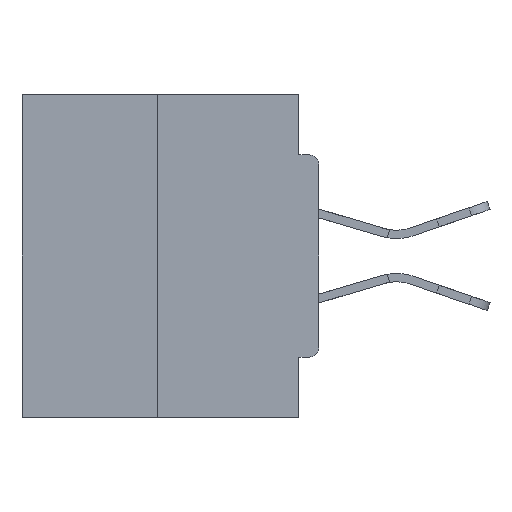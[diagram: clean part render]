
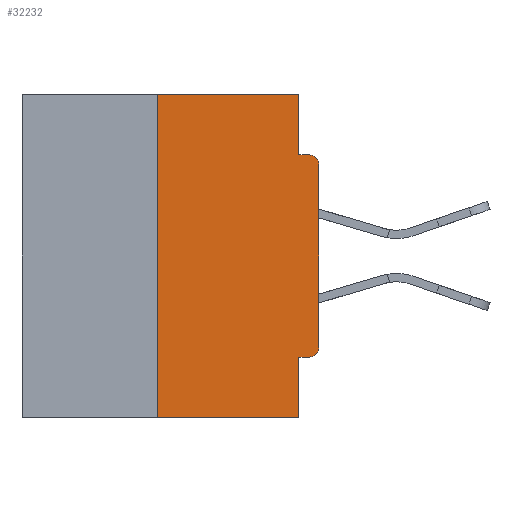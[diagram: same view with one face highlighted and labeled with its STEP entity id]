
A CAD part, left-side view. The second image highlights one B-rep face of the part: STEP entity #32232.
In plain terms, the highlighted planar face has unit normal (-1, 0, 0).
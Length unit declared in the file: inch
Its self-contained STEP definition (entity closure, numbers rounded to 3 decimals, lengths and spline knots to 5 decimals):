
#567 = EDGE_CURVE ( 'NONE', #7773, #12304, #8153, .T. ) ;
#586 = LINE ( 'NONE', #28545, #12422 ) ;
#830 = ORIENTED_EDGE ( 'NONE', *, *, #1132, .T. ) ;
#839 = LINE ( 'NONE', #3600, #16513 ) ;
#848 = VECTOR ( 'NONE', #17545, 39.37008 ) ;
#890 = EDGE_CURVE ( 'NONE', #14221, #30552, #31110, .T. ) ;
#1132 = EDGE_CURVE ( 'NONE', #18991, #27213, #13771, .T. ) ;
#1516 = CARTESIAN_POINT ( 'NONE',  ( 0., 0.015, -0.1085 ) ) ;
#2411 = CARTESIAN_POINT ( 'NONE',  ( 0., 0.031, -0.0935 ) ) ;
#2978 = VERTEX_POINT ( 'NONE', #16738 ) ;
#3600 = CARTESIAN_POINT ( 'NONE',  ( 0., 0., -0.0935 ) ) ;
#4361 = LINE ( 'NONE', #6258, #848 ) ;
#4985 = CIRCLE ( 'NONE', #22173, 0.015 ) ;
#5098 = ORIENTED_EDGE ( 'NONE', *, *, #27007, .T. ) ;
#5268 = DIRECTION ( 'NONE',  ( 0., 0., 1. ) ) ;
#5326 = EDGE_CURVE ( 'NONE', #26438, #27213, #4361, .T. ) ;
#6258 = CARTESIAN_POINT ( 'NONE',  ( 0., 0.031, -0.5 ) ) ;
#6416 = ORIENTED_EDGE ( 'NONE', *, *, #567, .F. ) ;
#7269 = DIRECTION ( 'NONE',  ( -1., 0., 0. ) ) ;
#7681 = CARTESIAN_POINT ( 'NONE',  ( 0., 0.25, 0. ) ) ;
#7773 = VERTEX_POINT ( 'NONE', #14748 ) ;
#8153 = LINE ( 'NONE', #25364, #21180 ) ;
#8182 = DIRECTION ( 'NONE',  ( 0., 1., 0. ) ) ;
#8216 = CARTESIAN_POINT ( 'NONE',  ( 0., 0.031, -0.5 ) ) ;
#8733 = CARTESIAN_POINT ( 'NONE',  ( 0., 0.015, -0.0935 ) ) ;
#8988 = PLANE ( 'NONE',  #32565 ) ;
#9019 = DIRECTION ( 'NONE',  ( -1., 0., 0. ) ) ;
#9040 = VECTOR ( 'NONE', #22528, 39.37008 ) ;
#9381 = CARTESIAN_POINT ( 'NONE',  ( 0., 0.015, -0.3915 ) ) ;
#10035 = VERTEX_POINT ( 'NONE', #2411 ) ;
#10822 = CIRCLE ( 'NONE', #24473, 0.015 ) ;
#12304 = VERTEX_POINT ( 'NONE', #15092 ) ;
#12422 = VECTOR ( 'NONE', #34243, 39.37008 ) ;
#13771 = LINE ( 'NONE', #21494, #31533 ) ;
#14221 = VERTEX_POINT ( 'NONE', #30656 ) ;
#14748 = CARTESIAN_POINT ( 'NONE',  ( 0., 0.25, 0. ) ) ;
#14760 = ORIENTED_EDGE ( 'NONE', *, *, #21094, .F. ) ;
#14816 = DIRECTION ( 'NONE',  ( 0., 0., -1. ) ) ;
#15092 = CARTESIAN_POINT ( 'NONE',  ( 0., 0.031, 0. ) ) ;
#15548 = DIRECTION ( 'NONE',  ( 0., 0., -1. ) ) ;
#16024 = VERTEX_POINT ( 'NONE', #8733 ) ;
#16050 = DIRECTION ( 'NONE',  ( 0., -1., 0. ) ) ;
#16513 = VECTOR ( 'NONE', #28555, 39.37008 ) ;
#16601 = CARTESIAN_POINT ( 'NONE',  ( 0., 0., 0. ) ) ;
#16738 = CARTESIAN_POINT ( 'NONE',  ( 0., 0.015, -0.4065 ) ) ;
#17000 = EDGE_CURVE ( 'NONE', #2978, #14221, #4985, .T. ) ;
#17172 = DIRECTION ( 'NONE',  ( 0., -1., 0. ) ) ;
#17545 = DIRECTION ( 'NONE',  ( 0., 0., -1. ) ) ;
#18656 = CARTESIAN_POINT ( 'NONE',  ( 0., 0.25, -0.5 ) ) ;
#18991 = VERTEX_POINT ( 'NONE', #18656 ) ;
#19373 = CARTESIAN_POINT ( 'NONE',  ( 0., 0., -0.1085 ) ) ;
#19587 = CARTESIAN_POINT ( 'NONE',  ( 0., 0.031, -0.4065 ) ) ;
#19610 = DIRECTION ( 'NONE',  ( 1., 0., 0. ) ) ;
#19664 = VECTOR ( 'NONE', #5268, 39.37008 ) ;
#20523 = DIRECTION ( 'NONE',  ( 0., 0., -1. ) ) ;
#20851 = ORIENTED_EDGE ( 'NONE', *, *, #26059, .F. ) ;
#21094 = EDGE_CURVE ( 'NONE', #2978, #26438, #35463, .T. ) ;
#21180 = VECTOR ( 'NONE', #17172, 39.37008 ) ;
#21192 = VECTOR ( 'NONE', #8182, 39.37008 ) ;
#21494 = CARTESIAN_POINT ( 'NONE',  ( 0., 0.46, -0.5 ) ) ;
#22173 = AXIS2_PLACEMENT_3D ( 'NONE', #9381, #9019, #20523 ) ;
#22528 = DIRECTION ( 'NONE',  ( 0., 0., 1. ) ) ;
#24473 = AXIS2_PLACEMENT_3D ( 'NONE', #1516, #7269, #15548 ) ;
#25126 = ORIENTED_EDGE ( 'NONE', *, *, #17000, .T. ) ;
#25364 = CARTESIAN_POINT ( 'NONE',  ( 0., 0.46, 0. ) ) ;
#26059 = EDGE_CURVE ( 'NONE', #10035, #16024, #839, .T. ) ;
#26438 = VERTEX_POINT ( 'NONE', #19587 ) ;
#26469 = ORIENTED_EDGE ( 'NONE', *, *, #890, .T. ) ;
#26612 = ORIENTED_EDGE ( 'NONE', *, *, #5326, .F. ) ;
#27007 = EDGE_CURVE ( 'NONE', #30552, #16024, #10822, .T. ) ;
#27190 = ORIENTED_EDGE ( 'NONE', *, *, #29811, .F. ) ;
#27213 = VERTEX_POINT ( 'NONE', #8216 ) ;
#27439 = ORIENTED_EDGE ( 'NONE', *, *, #29033, .F. ) ;
#28545 = CARTESIAN_POINT ( 'NONE',  ( 0., 0.031, 0. ) ) ;
#28555 = DIRECTION ( 'NONE',  ( 0., -1., 0. ) ) ;
#28767 = EDGE_LOOP ( 'NONE', ( #6416, #27190, #830, #26612, #14760, #25126, #26469, #5098, #20851, #27439 ) ) ;
#28913 = CARTESIAN_POINT ( 'NONE',  ( 0., 0.46, 0. ) ) ;
#29033 = EDGE_CURVE ( 'NONE', #12304, #10035, #586, .T. ) ;
#29811 = EDGE_CURVE ( 'NONE', #18991, #7773, #31331, .T. ) ;
#30552 = VERTEX_POINT ( 'NONE', #19373 ) ;
#30656 = CARTESIAN_POINT ( 'NONE',  ( 0., 0., -0.3915 ) ) ;
#31110 = LINE ( 'NONE', #16601, #9040 ) ;
#31331 = LINE ( 'NONE', #7681, #19664 ) ;
#31533 = VECTOR ( 'NONE', #16050, 39.37008 ) ;
#32232 = ADVANCED_FACE ( 'NONE', ( #33983 ), #8988, .F. ) ;
#32565 = AXIS2_PLACEMENT_3D ( 'NONE', #28913, #19610, #14816 ) ;
#33983 = FACE_OUTER_BOUND ( 'NONE', #28767, .T. ) ;
#34243 = DIRECTION ( 'NONE',  ( 0., 0., -1. ) ) ;
#35463 = LINE ( 'NONE', #35682, #21192 ) ;
#35682 = CARTESIAN_POINT ( 'NONE',  ( 0., 0., -0.4065 ) ) ;
